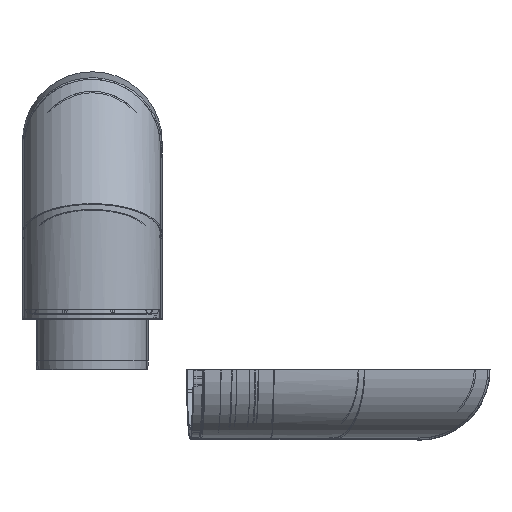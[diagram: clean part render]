
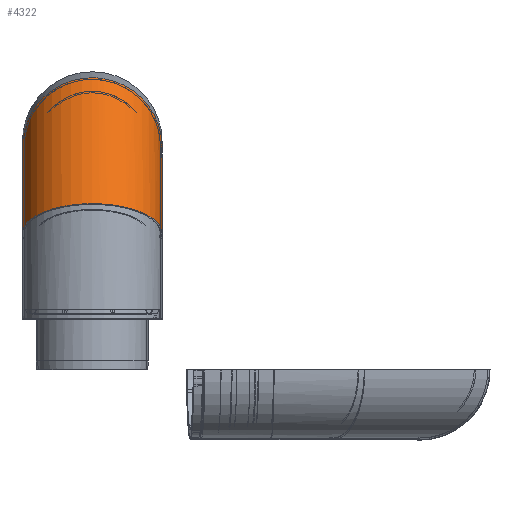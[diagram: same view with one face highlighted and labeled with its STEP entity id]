
A CAD part, left-side view. The second image highlights one B-rep face of the part: STEP entity #4322.
In plain terms, the highlighted cylindrical face has radius 1365 mm (diameter 2730 mm), a full revolution.
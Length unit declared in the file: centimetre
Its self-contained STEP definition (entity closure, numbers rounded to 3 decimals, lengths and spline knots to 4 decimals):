
#310=ELLIPSE('',#4875,146.2113,136.5);
#311=ELLIPSE('',#4876,148.2882,136.5);
#633=CYLINDRICAL_SURFACE('',#4874,136.5);
#872=FACE_OUTER_BOUND('',#1167,.T.);
#1167=EDGE_LOOP('',(#3860,#3861,#3862,#3863));
#1437=LINE('',#8710,#1682);
#1682=VECTOR('',#6196,136.5);
#2072=VERTEX_POINT('',#8707);
#2073=VERTEX_POINT('',#8709);
#2674=EDGE_CURVE('',#2072,#2072,#310,.T.);
#2675=EDGE_CURVE('',#2072,#2073,#1437,.T.);
#2676=EDGE_CURVE('',#2073,#2073,#311,.T.);
#3860=ORIENTED_EDGE('',*,*,#2674,.T.);
#3861=ORIENTED_EDGE('',*,*,#2675,.T.);
#3862=ORIENTED_EDGE('',*,*,#2676,.F.);
#3863=ORIENTED_EDGE('',*,*,#2675,.F.);
#4322=ADVANCED_FACE('',(#872),#633,.T.);
#4874=AXIS2_PLACEMENT_3D('',#8706,#6192,#6193);
#4875=AXIS2_PLACEMENT_3D('',#8708,#6194,#6195);
#4876=AXIS2_PLACEMENT_3D('',#8711,#6197,#6198);
#6192=DIRECTION('center_axis',(0.719,0.,0.695));
#6193=DIRECTION('ref_axis',(0.695,0.,-0.719));
#6194=DIRECTION('center_axis',(-0.921,0.,
-0.391));
#6195=DIRECTION('ref_axis',(0.391,0.,-0.921));
#6196=DIRECTION('',(-0.719,0.,-0.695));
#6197=DIRECTION('center_axis',(-0.391,0.,
-0.921));
#6198=DIRECTION('ref_axis',(0.921,0.,-0.391));
#8706=CARTESIAN_POINT('Origin',(12928.1349,1455.1415,267.));
#8707=CARTESIAN_POINT('',(13046.5245,1455.1415,571.0848));
#8708=CARTESIAN_POINT('Origin',(13103.6538,1455.1415,436.4966));
#8709=CARTESIAN_POINT('',(12791.6349,1455.1415,324.9408));
#8710=CARTESIAN_POINT('',(12833.314,1455.1415,365.1899));
#8711=CARTESIAN_POINT('Origin',(12928.1349,1455.1415,267.));
